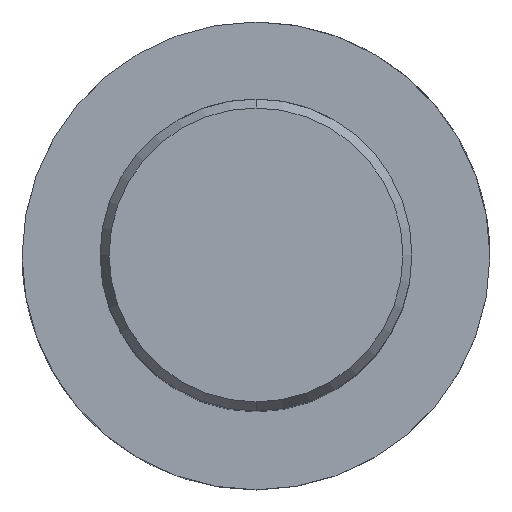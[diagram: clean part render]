
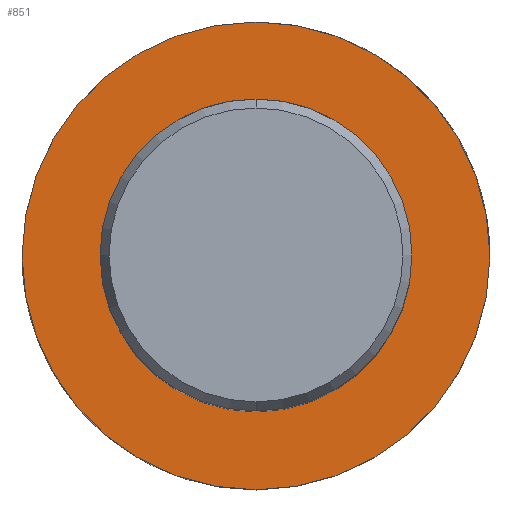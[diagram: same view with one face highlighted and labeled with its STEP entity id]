
A CAD part, top view. The second image highlights one B-rep face of the part: STEP entity #851.
In plain terms, the highlighted planar face has unit normal (0, 0, 1).
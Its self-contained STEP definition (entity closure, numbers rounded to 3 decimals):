
#475=VERTEX_POINT('',#1291);
#501=EDGE_CURVE('',#1005,#475,#1319,.T.);
#581=EDGE_CURVE('',#699,#1017,#1405,.T.);
#699=VERTEX_POINT('',#1539);
#707=EDGE_CURVE('',#475,#1005,#1548,.T.);
#851=ADVANCED_FACE('',(#1707,#1708),#1709,.T.);
#913=EDGE_CURVE('',#1017,#699,#1777,.T.);
#1005=VERTEX_POINT('',#1874);
#1017=VERTEX_POINT('',#1887);
#1291=CARTESIAN_POINT('',(0.0,20.0,-70.0));
#1319=CIRCLE('',#2289,20.0);
#1405=CIRCLE('',#2520,30.0);
#1539=CARTESIAN_POINT('',(0.0,30.0,-70.0));
#1548=CIRCLE('',#3209,20.0);
#1707=FACE_BOUND('',#3518,.T.);
#1708=FACE_OUTER_BOUND('',#3519,.T.);
#1709=PLANE('',#3520);
#1777=CIRCLE('',#3667,30.0);
#1874=CARTESIAN_POINT('',(0.,-20.0,-70.0));
#1887=CARTESIAN_POINT('',(0.,-30.0,-70.0));
#2289=AXIS2_PLACEMENT_3D('',#5079,#5080,#5081);
#2520=AXIS2_PLACEMENT_3D('',#5168,#5169,#5170);
#3209=AXIS2_PLACEMENT_3D('',#5354,#5355,#5356);
#3518=EDGE_LOOP('',(#5560,#5561));
#3519=EDGE_LOOP('',(#5562,#5563));
#3520=AXIS2_PLACEMENT_3D('',#5564,#5565,#5566);
#3667=AXIS2_PLACEMENT_3D('',#5653,#5654,#5655);
#5079=CARTESIAN_POINT('',(0.0,0.0,-70.0));
#5080=DIRECTION('',(-0.0,0.0,-1.0));
#5081=DIRECTION('',(0.0,1.0,0.0));
#5168=CARTESIAN_POINT('',(0.0,0.0,-70.0));
#5169=DIRECTION('',(0.0,0.0,-1.0));
#5170=DIRECTION('',(0.0,1.0,0.0));
#5354=CARTESIAN_POINT('',(0.0,0.0,-70.0));
#5355=DIRECTION('',(-0.0,0.0,-1.0));
#5356=DIRECTION('',(0.0,1.0,0.0));
#5560=ORIENTED_EDGE('',*,*,#707,.T.);
#5561=ORIENTED_EDGE('',*,*,#501,.T.);
#5562=ORIENTED_EDGE('',*,*,#581,.F.);
#5563=ORIENTED_EDGE('',*,*,#913,.F.);
#5564=CARTESIAN_POINT('',(0.0,15.0,-70.0));
#5565=DIRECTION('',(-0.0,0.0,1.0));
#5566=DIRECTION('',(0.0,-1.0,0.0));
#5653=CARTESIAN_POINT('',(0.0,0.0,-70.0));
#5654=DIRECTION('',(0.0,0.0,-1.0));
#5655=DIRECTION('',(0.0,1.0,0.0));
